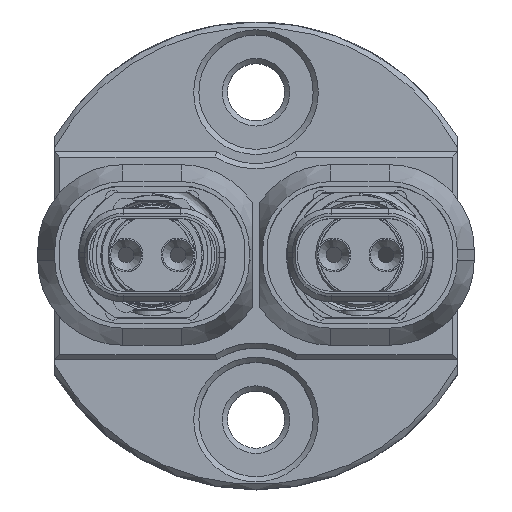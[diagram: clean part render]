
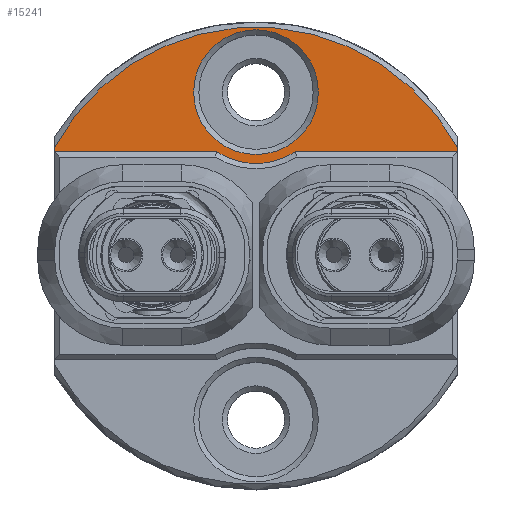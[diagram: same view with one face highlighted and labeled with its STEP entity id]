
A CAD part, top view. The second image highlights one B-rep face of the part: STEP entity #15241.
In plain terms, the highlighted planar face has unit normal (0, 0, 1).
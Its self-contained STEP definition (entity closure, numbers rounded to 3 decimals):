
#142 = FACE_BOUND ( 'NONE', #12075, .T. ) ;
#404 = CARTESIAN_POINT ( 'NONE',  ( 0., 0., 2.75 ) ) ;
#2109 = VERTEX_POINT ( 'NONE', #27111 ) ;
#2349 = EDGE_CURVE ( 'NONE', #31006, #12692, #16330, .T. ) ;
#2631 = CARTESIAN_POINT ( 'NONE',  ( -9.585, 4., 2.75 ) ) ;
#2662 = CARTESIAN_POINT ( 'NONE',  ( -9.585, 4., 2.75 ) ) ;
#2791 = DIRECTION ( 'NONE',  ( -1., 0., 0. ) ) ;
#2954 = DIRECTION ( 'NONE',  ( 1., 0., 0. ) ) ;
#4627 = CARTESIAN_POINT ( 'NONE',  ( 7.75, 4.169, 2.75 ) ) ;
#5050 = VECTOR ( 'NONE', #12448, 1000. ) ;
#5136 = CARTESIAN_POINT ( 'NONE',  ( 0., 6.3, 2.75 ) ) ;
#5377 = EDGE_CURVE ( 'NONE', #21249, #12692, #19578, .T. ) ;
#5930 = CARTESIAN_POINT ( 'NONE',  ( -7.75, 4.169, 2.75 ) ) ;
#6122 = EDGE_CURVE ( 'NONE', #2109, #8345, #30317, .T. ) ;
#6730 = DIRECTION ( 'NONE',  ( 1., 0., 0. ) ) ;
#7367 = CIRCLE ( 'NONE', #29356, 8.8 ) ;
#7901 = CARTESIAN_POINT ( 'NONE',  ( 1.507, 4., 2.75 ) ) ;
#8338 = CARTESIAN_POINT ( 'NONE',  ( -7.75, -10., 2.75 ) ) ;
#8345 = VERTEX_POINT ( 'NONE', #5930 ) ;
#9249 = ORIENTED_EDGE ( 'NONE', *, *, #31369, .F. ) ;
#10013 = FACE_OUTER_BOUND ( 'NONE', #27595, .T. ) ;
#10245 = LINE ( 'NONE', #20044, #25838 ) ;
#10275 = DIRECTION ( 'NONE',  ( 0., 0., 1. ) ) ;
#10303 = AXIS2_PLACEMENT_3D ( 'NONE', #18943, #28628, #6730 ) ;
#10571 = EDGE_CURVE ( 'NONE', #25844, #8345, #7367, .T. ) ;
#11479 = VECTOR ( 'NONE', #18168, 1000. ) ;
#12075 = EDGE_LOOP ( 'NONE', ( #15694 ) ) ;
#12448 = DIRECTION ( 'NONE',  ( -1., 0., 0. ) ) ;
#12692 = VERTEX_POINT ( 'NONE', #7901 ) ;
#12966 = EDGE_CURVE ( 'NONE', #25844, #31006, #10245, .T. ) ;
#14963 = DIRECTION ( 'NONE',  ( 0., 0., 1. ) ) ;
#15195 = EDGE_CURVE ( 'NONE', #18715, #18715, #24091, .T. ) ;
#15196 = CARTESIAN_POINT ( 'NONE',  ( 0., 0., 2.75 ) ) ;
#15241 = ADVANCED_FACE ( 'NONE', ( #142, #10013 ), #19815, .T. ) ;
#15694 = ORIENTED_EDGE ( 'NONE', *, *, #15195, .T. ) ;
#16297 = VECTOR ( 'NONE', #2791, 1000. ) ;
#16330 = LINE ( 'NONE', #2631, #16297 ) ;
#16542 = AXIS2_PLACEMENT_3D ( 'NONE', #5136, #14963, #24652 ) ;
#18168 = DIRECTION ( 'NONE',  ( 0., 1., 0. ) ) ;
#18715 = VERTEX_POINT ( 'NONE', #28393 ) ;
#18943 = CARTESIAN_POINT ( 'NONE',  ( 0., 6.3, 2.75 ) ) ;
#19578 = CIRCLE ( 'NONE', #16542, 2.75 ) ;
#19743 = CARTESIAN_POINT ( 'NONE',  ( -1.507, 4., 2.75 ) ) ;
#19815 = PLANE ( 'NONE',  #27668 ) ;
#20044 = CARTESIAN_POINT ( 'NONE',  ( 7.75, -10., 2.75 ) ) ;
#20069 = DIRECTION ( 'NONE',  ( 1., 0., 0. ) ) ;
#21046 = CARTESIAN_POINT ( 'NONE',  ( 7.75, 4., 2.75 ) ) ;
#21249 = VERTEX_POINT ( 'NONE', #19743 ) ;
#24091 = CIRCLE ( 'NONE', #10303, 2.4 ) ;
#24588 = LINE ( 'NONE', #2662, #5050 ) ;
#24652 = DIRECTION ( 'NONE',  ( 1., 0., 0. ) ) ;
#24870 = DIRECTION ( 'NONE',  ( 0., 0., 1. ) ) ;
#25838 = VECTOR ( 'NONE', #29803, 1000. ) ;
#25844 = VERTEX_POINT ( 'NONE', #4627 ) ;
#27111 = CARTESIAN_POINT ( 'NONE',  ( -7.75, 4., 2.75 ) ) ;
#27269 = ORIENTED_EDGE ( 'NONE', *, *, #6122, .F. ) ;
#27524 = ORIENTED_EDGE ( 'NONE', *, *, #10571, .T. ) ;
#27595 = EDGE_LOOP ( 'NONE', ( #29956, #27524, #27269, #9249, #29057, #30772 ) ) ;
#27668 = AXIS2_PLACEMENT_3D ( 'NONE', #15196, #24870, #2954 ) ;
#28393 = CARTESIAN_POINT ( 'NONE',  ( 2.4, 6.3, 2.75 ) ) ;
#28628 = DIRECTION ( 'NONE',  ( 0., 0., -1. ) ) ;
#29057 = ORIENTED_EDGE ( 'NONE', *, *, #5377, .T. ) ;
#29356 = AXIS2_PLACEMENT_3D ( 'NONE', #404, #10275, #20069 ) ;
#29803 = DIRECTION ( 'NONE',  ( 0., -1., 0. ) ) ;
#29956 = ORIENTED_EDGE ( 'NONE', *, *, #12966, .F. ) ;
#30317 = LINE ( 'NONE', #8338, #11479 ) ;
#30772 = ORIENTED_EDGE ( 'NONE', *, *, #2349, .F. ) ;
#31006 = VERTEX_POINT ( 'NONE', #21046 ) ;
#31369 = EDGE_CURVE ( 'NONE', #21249, #2109, #24588, .T. ) ;
